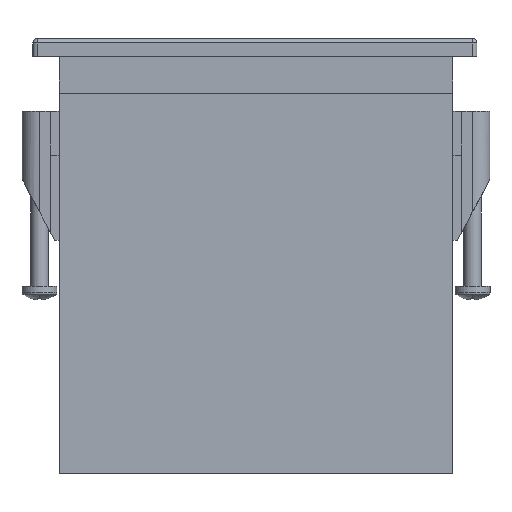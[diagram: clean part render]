
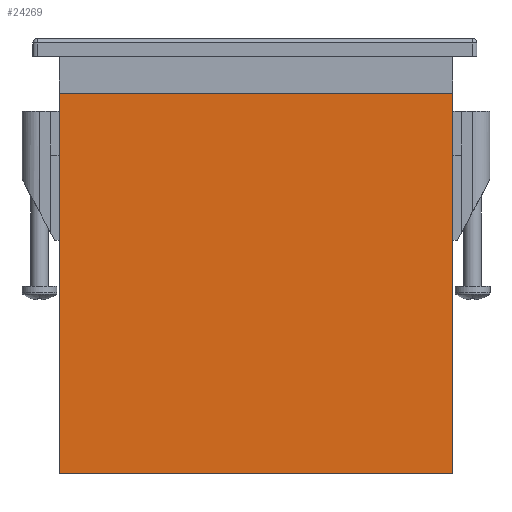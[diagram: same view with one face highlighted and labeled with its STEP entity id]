
A CAD part, front view. The second image highlights one B-rep face of the part: STEP entity #24269.
In plain terms, the highlighted planar face has unit normal (0, -1, 0).
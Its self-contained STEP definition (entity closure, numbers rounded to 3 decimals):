
#2263 = CARTESIAN_POINT ( 'NONE',  ( 45., -20.5, -99.5 ) ) ;
#7371 = DIRECTION ( 'NONE',  ( 0., 0., 1. ) ) ;
#7630 = VECTOR ( 'NONE', #31455, 1000. ) ;
#7667 = ORIENTED_EDGE ( 'NONE', *, *, #27522, .T. ) ;
#9047 = CARTESIAN_POINT ( 'NONE',  ( 45., -20.5, -99.5 ) ) ;
#11311 = VERTEX_POINT ( 'NONE', #56132 ) ;
#11910 = CARTESIAN_POINT ( 'NONE',  ( 45., -20.5, -12.5 ) ) ;
#12092 = CARTESIAN_POINT ( 'NONE',  ( -45., -20.5, -90.5 ) ) ;
#13678 = FACE_OUTER_BOUND ( 'NONE', #20186, .T. ) ;
#14163 = CARTESIAN_POINT ( 'NONE',  ( 45., -20.5, -12.5 ) ) ;
#18988 = VECTOR ( 'NONE', #7371, 1000. ) ;
#20186 = EDGE_LOOP ( 'NONE', ( #36636, #48263, #51738, #7667 ) ) ;
#21544 = AXIS2_PLACEMENT_3D ( 'NONE', #32129, #54946, #27991 ) ;
#23478 = LINE ( 'NONE', #58082, #33997 ) ;
#24269 = ADVANCED_FACE ( 'NONE', ( #13678 ), #50093, .F. ) ;
#24765 = VERTEX_POINT ( 'NONE', #56342 ) ;
#25985 = EDGE_CURVE ( 'NONE', #24765, #11311, #53521, .T. ) ;
#27522 = EDGE_CURVE ( 'NONE', #38461, #56336, #23478, .T. ) ;
#27991 = DIRECTION ( 'NONE',  ( 0., 0., 1. ) ) ;
#31104 = DIRECTION ( 'NONE',  ( 0., 0., 1. ) ) ;
#31455 = DIRECTION ( 'NONE',  ( -1., 0., 0. ) ) ;
#32129 = CARTESIAN_POINT ( 'NONE',  ( 45., -20.5, -90.5 ) ) ;
#33997 = VECTOR ( 'NONE', #31104, 1000. ) ;
#36636 = ORIENTED_EDGE ( 'NONE', *, *, #48491, .T. ) ;
#38461 = VERTEX_POINT ( 'NONE', #2263 ) ;
#40426 = LINE ( 'NONE', #11910, #44694 ) ;
#42836 = EDGE_CURVE ( 'NONE', #38461, #24765, #43522, .T. ) ;
#43373 = DIRECTION ( 'NONE',  ( -1., 0., 0. ) ) ;
#43522 = LINE ( 'NONE', #9047, #7630 ) ;
#44694 = VECTOR ( 'NONE', #43373, 1000. ) ;
#48263 = ORIENTED_EDGE ( 'NONE', *, *, #25985, .F. ) ;
#48491 = EDGE_CURVE ( 'NONE', #56336, #11311, #40426, .T. ) ;
#50093 = PLANE ( 'NONE',  #21544 ) ;
#51738 = ORIENTED_EDGE ( 'NONE', *, *, #42836, .F. ) ;
#53521 = LINE ( 'NONE', #12092, #18988 ) ;
#54946 = DIRECTION ( 'NONE',  ( 0., 1., 0. ) ) ;
#56132 = CARTESIAN_POINT ( 'NONE',  ( -45., -20.5, -12.5 ) ) ;
#56336 = VERTEX_POINT ( 'NONE', #14163 ) ;
#56342 = CARTESIAN_POINT ( 'NONE',  ( -45., -20.5, -99.5 ) ) ;
#58082 = CARTESIAN_POINT ( 'NONE',  ( 45., -20.5, -90.5 ) ) ;
